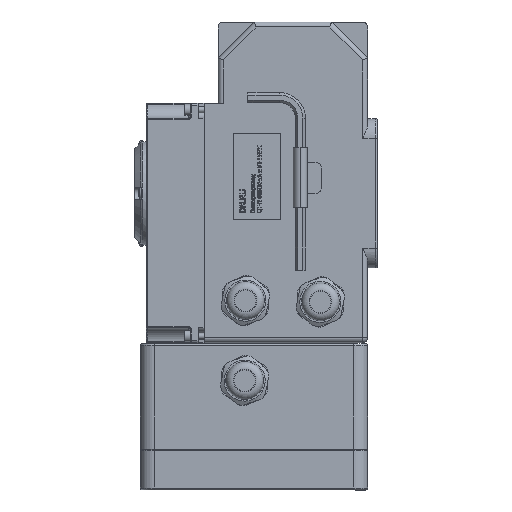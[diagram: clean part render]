
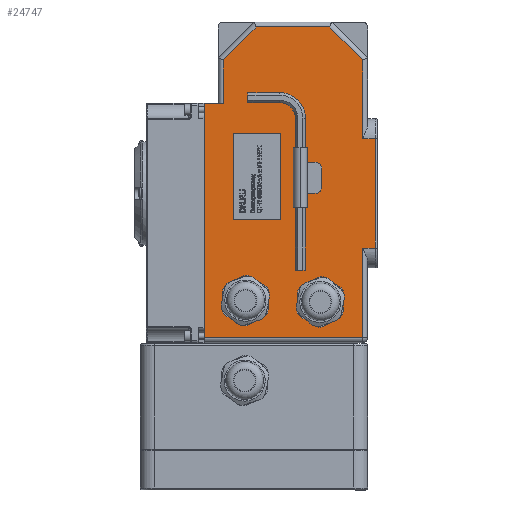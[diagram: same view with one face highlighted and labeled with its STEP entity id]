
A CAD part, left-side view. The second image highlights one B-rep face of the part: STEP entity #24747.
In plain terms, the highlighted planar face has unit normal (-1, 0, 0).
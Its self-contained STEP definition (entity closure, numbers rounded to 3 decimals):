
#1157=FACE_BOUND('',#8116,.T.);
#1270=PLANE('',#26380);
#2027=LINE('',#34286,#4234);
#2030=LINE('',#34303,#4237);
#2031=LINE('',#34305,#4238);
#2032=LINE('',#34307,#4239);
#2033=LINE('',#34309,#4240);
#2034=LINE('',#34311,#4241);
#2035=LINE('',#34313,#4242);
#2036=LINE('',#34315,#4243);
#2037=LINE('',#34317,#4244);
#2038=LINE('',#34319,#4245);
#2039=LINE('',#34321,#4246);
#2040=LINE('',#34322,#4247);
#2041=LINE('',#34325,#4248);
#2042=LINE('',#34327,#4249);
#2043=LINE('',#34329,#4250);
#2044=LINE('',#34330,#4251);
#4234=VECTOR('',#28432,10.);
#4237=VECTOR('',#28455,10.);
#4238=VECTOR('',#28456,10.);
#4239=VECTOR('',#28457,10.);
#4240=VECTOR('',#28458,10.);
#4241=VECTOR('',#28459,10.);
#4242=VECTOR('',#28460,10.);
#4243=VECTOR('',#28461,10.);
#4244=VECTOR('',#28462,10.);
#4245=VECTOR('',#28463,10.);
#4246=VECTOR('',#28464,10.);
#4247=VECTOR('',#28465,10.);
#4248=VECTOR('',#28466,10.);
#4249=VECTOR('',#28467,10.);
#4250=VECTOR('',#28468,10.);
#4251=VECTOR('',#28469,10.);
#6714=FACE_OUTER_BOUND('',#8115,.T.);
#8115=EDGE_LOOP('',(#16422,#16423,#16424,#16425,#16426,#16427,#16428,#16429,
#16430,#16431,#16432,#16433));
#8116=EDGE_LOOP('',(#16434,#16435,#16436,#16437));
#10346=VERTEX_POINT('',#34280);
#10347=VERTEX_POINT('',#34284);
#10351=VERTEX_POINT('',#34302);
#10352=VERTEX_POINT('',#34304);
#10353=VERTEX_POINT('',#34306);
#10354=VERTEX_POINT('',#34308);
#10355=VERTEX_POINT('',#34310);
#10356=VERTEX_POINT('',#34312);
#10357=VERTEX_POINT('',#34314);
#10358=VERTEX_POINT('',#34316);
#10359=VERTEX_POINT('',#34318);
#10360=VERTEX_POINT('',#34320);
#10361=VERTEX_POINT('',#34323);
#10362=VERTEX_POINT('',#34324);
#10363=VERTEX_POINT('',#34326);
#10364=VERTEX_POINT('',#34328);
#12725=EDGE_CURVE('',#10346,#10347,#2027,.T.);
#12733=EDGE_CURVE('',#10351,#10346,#2030,.T.);
#12734=EDGE_CURVE('',#10352,#10351,#2031,.T.);
#12735=EDGE_CURVE('',#10353,#10352,#2032,.T.);
#12736=EDGE_CURVE('',#10354,#10353,#2033,.T.);
#12737=EDGE_CURVE('',#10355,#10354,#2034,.T.);
#12738=EDGE_CURVE('',#10356,#10355,#2035,.T.);
#12739=EDGE_CURVE('',#10356,#10357,#2036,.T.);
#12740=EDGE_CURVE('',#10358,#10357,#2037,.T.);
#12741=EDGE_CURVE('',#10359,#10358,#2038,.T.);
#12742=EDGE_CURVE('',#10360,#10359,#2039,.T.);
#12743=EDGE_CURVE('',#10360,#10347,#2040,.T.);
#12744=EDGE_CURVE('',#10361,#10362,#2041,.T.);
#12745=EDGE_CURVE('',#10362,#10363,#2042,.T.);
#12746=EDGE_CURVE('',#10363,#10364,#2043,.T.);
#12747=EDGE_CURVE('',#10364,#10361,#2044,.T.);
#16422=ORIENTED_EDGE('',*,*,#12725,.F.);
#16423=ORIENTED_EDGE('',*,*,#12733,.F.);
#16424=ORIENTED_EDGE('',*,*,#12734,.F.);
#16425=ORIENTED_EDGE('',*,*,#12735,.F.);
#16426=ORIENTED_EDGE('',*,*,#12736,.F.);
#16427=ORIENTED_EDGE('',*,*,#12737,.F.);
#16428=ORIENTED_EDGE('',*,*,#12738,.F.);
#16429=ORIENTED_EDGE('',*,*,#12739,.T.);
#16430=ORIENTED_EDGE('',*,*,#12740,.F.);
#16431=ORIENTED_EDGE('',*,*,#12741,.F.);
#16432=ORIENTED_EDGE('',*,*,#12742,.F.);
#16433=ORIENTED_EDGE('',*,*,#12743,.T.);
#16434=ORIENTED_EDGE('',*,*,#12744,.T.);
#16435=ORIENTED_EDGE('',*,*,#12745,.T.);
#16436=ORIENTED_EDGE('',*,*,#12746,.T.);
#16437=ORIENTED_EDGE('',*,*,#12747,.T.);
#24747=ADVANCED_FACE('',(#6714,#1157),#1270,.F.);
#26380=AXIS2_PLACEMENT_3D('',#34301,#28453,#28454);
#28432=DIRECTION('',(0.,0.,-1.));
#28453=DIRECTION('center_axis',(1.,0.,0.));
#28454=DIRECTION('ref_axis',(0.,0.,-1.));
#28455=DIRECTION('',(0.,-1.,0.));
#28456=DIRECTION('',(0.,0.,-1.));
#28457=DIRECTION('',(0.,-0.707,-0.707));
#28458=DIRECTION('',(0.,-1.,0.));
#28459=DIRECTION('',(0.,-0.707,0.707));
#28460=DIRECTION('',(0.,0.,1.));
#28461=DIRECTION('',(0.,1.,0.));
#28462=DIRECTION('',(0.,0.,1.));
#28463=DIRECTION('',(0.,1.,0.));
#28464=DIRECTION('',(0.,0.,-1.));
#28465=DIRECTION('',(0.,-1.,0.));
#28466=DIRECTION('',(0.,1.,0.));
#28467=DIRECTION('',(0.,0.,1.));
#28468=DIRECTION('',(0.,-1.,0.));
#28469=DIRECTION('',(0.,0.,-1.));
#34280=CARTESIAN_POINT('',(0.,-41.5,22.));
#34284=CARTESIAN_POINT('',(0.,-41.5,-33.));
#34286=CARTESIAN_POINT('',(0.,-41.5,-2.75));
#34301=CARTESIAN_POINT('Origin',(0.,0.,0.));
#34302=CARTESIAN_POINT('',(0.,-35.,22.));
#34303=CARTESIAN_POINT('',(0.,-37.5,22.));
#34304=CARTESIAN_POINT('',(0.,-35.,61.464));
#34305=CARTESIAN_POINT('',(0.,-35.,31.25));
#34306=CARTESIAN_POINT('',(0.,-18.464,78.));
#34307=CARTESIAN_POINT('',(0.,-32.982,63.482));
#34308=CARTESIAN_POINT('',(0.,18.464,78.));
#34309=CARTESIAN_POINT('',(0.,9.75,78.));
#34310=CARTESIAN_POINT('',(0.,35.,61.464));
#34311=CARTESIAN_POINT('',(0.,41.982,54.482));
#34312=CARTESIAN_POINT('',(0.,35.,39.645));
#34313=CARTESIAN_POINT('',(0.,35.,-40.25));
#34314=CARTESIAN_POINT('',(0.,44.5,39.645));
#34315=CARTESIAN_POINT('',(0.,37.5,39.645));
#34316=CARTESIAN_POINT('',(0.,44.5,-78.));
#34317=CARTESIAN_POINT('',(0.,44.5,-80.5));
#34318=CARTESIAN_POINT('',(0.,-35.,-78.));
#34319=CARTESIAN_POINT('',(0.,-18.75,-78.));
#34320=CARTESIAN_POINT('',(0.,-35.,-33.));
#34321=CARTESIAN_POINT('',(0.,-35.,31.25));
#34322=CARTESIAN_POINT('',(0.,-37.5,-33.));
#34323=CARTESIAN_POINT('',(0.,6.101,-18.847));
#34324=CARTESIAN_POINT('',(0.,29.85,-18.847));
#34325=CARTESIAN_POINT('',(0.,14.925,-18.847));
#34326=CARTESIAN_POINT('',(0.,29.85,24.445));
#34327=CARTESIAN_POINT('',(0.,29.85,12.223));
#34328=CARTESIAN_POINT('',(0.,6.101,24.445));
#34329=CARTESIAN_POINT('',(0.,3.05,24.445));
#34330=CARTESIAN_POINT('',(0.,6.101,-9.423));
